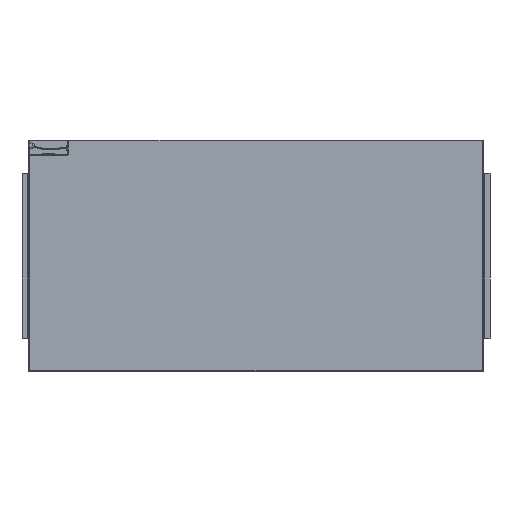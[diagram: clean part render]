
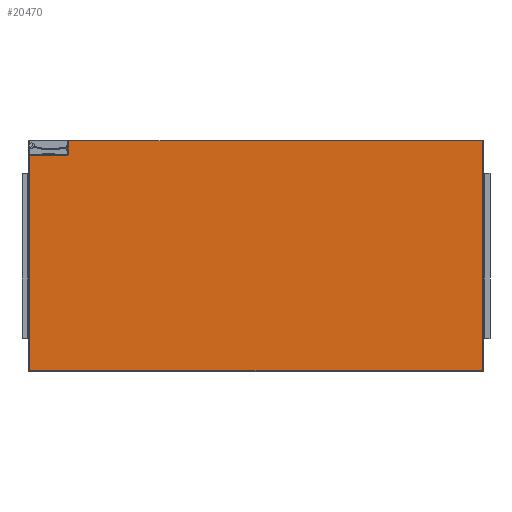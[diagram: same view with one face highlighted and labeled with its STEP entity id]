
A CAD part, top view. The second image highlights one B-rep face of the part: STEP entity #20470.
In plain terms, the highlighted planar face has unit normal (0, 0, 1).
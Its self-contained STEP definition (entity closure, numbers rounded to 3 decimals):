
#902 = FACE_OUTER_BOUND ( 'NONE', #10210, .T. ) ;
#1082 = EDGE_CURVE ( 'NONE', #7766, #27094, #18765, .T. ) ;
#1536 = VECTOR ( 'NONE', #5776, 1000. ) ;
#3356 = LINE ( 'NONE', #12150, #1536 ) ;
#4860 = CARTESIAN_POINT ( 'NONE',  ( 550., 1.737, 250. ) ) ;
#5488 = ORIENTED_EDGE ( 'NONE', *, *, #18893, .T. ) ;
#5776 = DIRECTION ( 'NONE',  ( 0., 1., 0. ) ) ;
#6784 = VERTEX_POINT ( 'NONE', #11326 ) ;
#6822 = VERTEX_POINT ( 'NONE', #19730 ) ;
#7448 = CARTESIAN_POINT ( 'NONE',  ( 550., 0., 250. ) ) ;
#7766 = VERTEX_POINT ( 'NONE', #11910 ) ;
#7995 = EDGE_CURVE ( 'NONE', #6822, #6784, #8369, .T. ) ;
#8011 = ORIENTED_EDGE ( 'NONE', *, *, #10080, .F. ) ;
#8152 = ORIENTED_EDGE ( 'NONE', *, *, #24221, .F. ) ;
#8189 = DIRECTION ( 'NONE',  ( 1., 0., 0. ) ) ;
#8369 = LINE ( 'NONE', #12603, #15312 ) ;
#8570 = DIRECTION ( 'NONE',  ( 0., 1., 0. ) ) ;
#8714 = VECTOR ( 'NONE', #8570, 1000. ) ;
#9135 = DIRECTION ( 'NONE',  ( -1., 0., 0. ) ) ;
#10080 = EDGE_CURVE ( 'NONE', #15440, #27094, #12822, .T. ) ;
#10210 = EDGE_LOOP ( 'NONE', ( #8011, #8152, #15909, #19620, #5488, #21665 ) ) ;
#10269 = EDGE_CURVE ( 'NONE', #24841, #6822, #18355, .T. ) ;
#11326 = CARTESIAN_POINT ( 'NONE',  ( -550., 525., 250. ) ) ;
#11702 = AXIS2_PLACEMENT_3D ( 'NONE', #7448, #13974, #22672 ) ;
#11787 = DIRECTION ( 'NONE',  ( -1., 0., 0. ) ) ;
#11910 = CARTESIAN_POINT ( 'NONE',  ( 550., 558.263, 250. ) ) ;
#12140 = LINE ( 'NONE', #14425, #24039 ) ;
#12150 = CARTESIAN_POINT ( 'NONE',  ( 550., 0., 250. ) ) ;
#12603 = CARTESIAN_POINT ( 'NONE',  ( -550., 0., 250. ) ) ;
#12822 = LINE ( 'NONE', #17647, #8714 ) ;
#13974 = DIRECTION ( 'NONE',  ( 0., 0., 1. ) ) ;
#14425 = CARTESIAN_POINT ( 'NONE',  ( -550., 525., 250. ) ) ;
#15312 = VECTOR ( 'NONE', #27471, 1000. ) ;
#15440 = VERTEX_POINT ( 'NONE', #18471 ) ;
#15909 = ORIENTED_EDGE ( 'NONE', *, *, #7995, .F. ) ;
#17647 = CARTESIAN_POINT ( 'NONE',  ( -455., 525., 250. ) ) ;
#18355 = LINE ( 'NONE', #4860, #27377 ) ;
#18441 = CARTESIAN_POINT ( 'NONE',  ( 550., 1.737, 250. ) ) ;
#18471 = CARTESIAN_POINT ( 'NONE',  ( -455., 525., 250. ) ) ;
#18765 = LINE ( 'NONE', #25331, #27949 ) ;
#18893 = EDGE_CURVE ( 'NONE', #24841, #7766, #3356, .T. ) ;
#19620 = ORIENTED_EDGE ( 'NONE', *, *, #10269, .F. ) ;
#19730 = CARTESIAN_POINT ( 'NONE',  ( -550., 1.737, 250. ) ) ;
#20107 = PLANE ( 'NONE',  #11702 ) ;
#20423 = CARTESIAN_POINT ( 'NONE',  ( -455., 558.263, 250. ) ) ;
#20470 = ADVANCED_FACE ( 'NONE', ( #902 ), #20107, .T. ) ;
#21665 = ORIENTED_EDGE ( 'NONE', *, *, #1082, .T. ) ;
#22672 = DIRECTION ( 'NONE',  ( 1., 0., 0. ) ) ;
#24039 = VECTOR ( 'NONE', #8189, 1000. ) ;
#24221 = EDGE_CURVE ( 'NONE', #6784, #15440, #12140, .T. ) ;
#24841 = VERTEX_POINT ( 'NONE', #18441 ) ;
#25331 = CARTESIAN_POINT ( 'NONE',  ( 550., 558.263, 250. ) ) ;
#27094 = VERTEX_POINT ( 'NONE', #20423 ) ;
#27377 = VECTOR ( 'NONE', #9135, 1000. ) ;
#27471 = DIRECTION ( 'NONE',  ( 0., 1., 0. ) ) ;
#27949 = VECTOR ( 'NONE', #11787, 1000. ) ;
